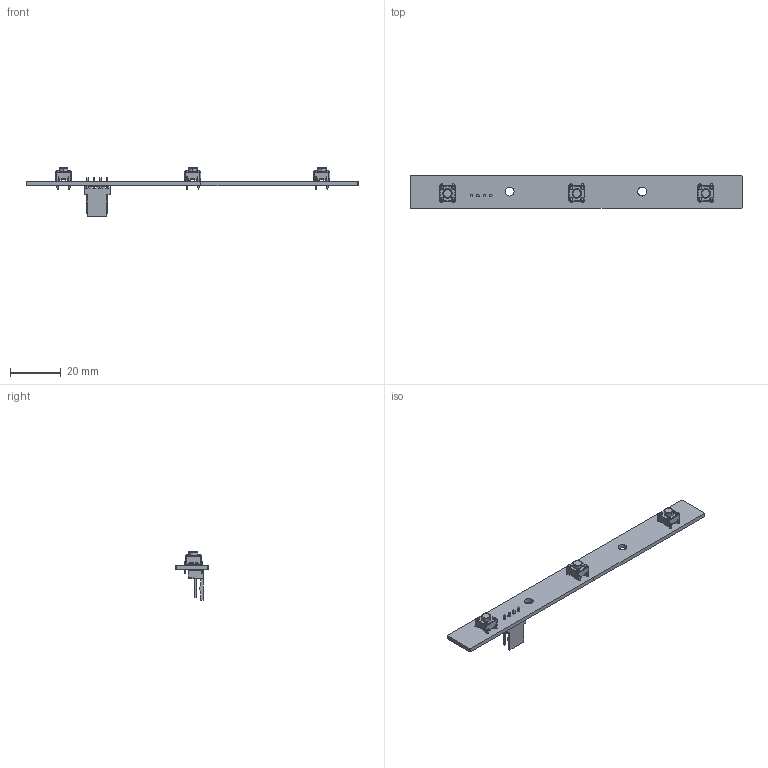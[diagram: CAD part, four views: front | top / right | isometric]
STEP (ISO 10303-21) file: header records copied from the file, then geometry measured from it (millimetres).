
FILE_DESCRIPTION(('Open CASCADE Model'),'2;1');
FILE_NAME('Open CASCADE Shape Model','2020-02-03T09:09:46',('Author'),( 'Open CASCADE'),'Open CASCADE STEP processor 6.8','Open CASCADE 6.8' ,'Unknown');
FILE_SCHEMA(('AUTOMOTIVE_DESIGN { 1 0 10303 214 1 1 1 1 }'));
Length unit declared in the file: millimetre
Products named in the file (1): PCB
Bounding box: 130.25 x 12.75 x 19.2 mm (x, y, z)
Volume: 2596 mm3; surface area: 5048.4 mm2
Topology: 1 solids, 786 shells, 861 faces, 4395 edges, 4322 vertices
Faces by surface type: plane 455, cylinder 352, bspline 54
Full cylindrical faces by diameter (mm): 0.9 x12, 1 x4, 3.5 x2
Entity records: 52390 total; most frequent: CARTESIAN_POINT 11889, DIRECTION 7267, ORIENTED_EDGE 4614, EDGE_CURVE 4395, VERTEX_POINT 4322, LINE 2803, VECTOR 2803, AXIS2_PLACEMENT_3D 2232
